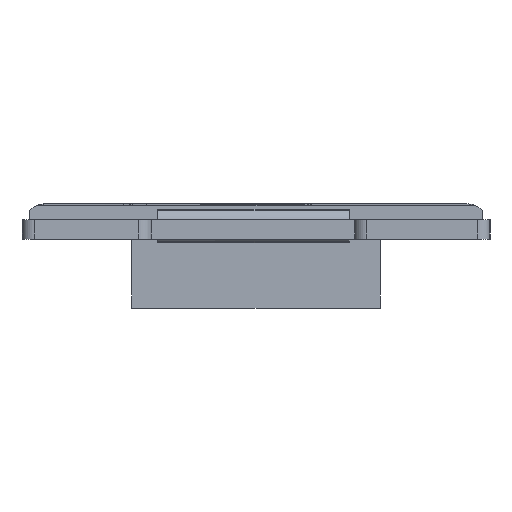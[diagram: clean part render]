
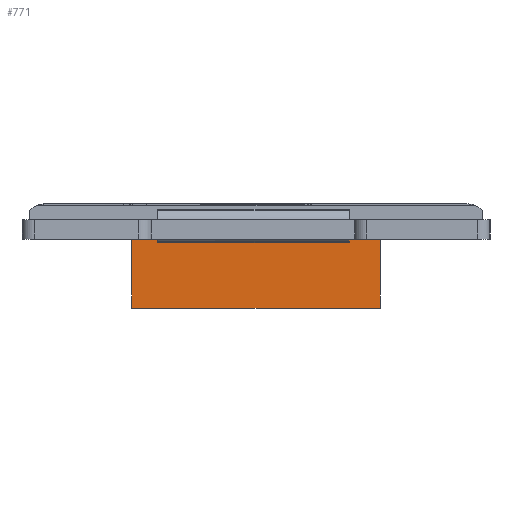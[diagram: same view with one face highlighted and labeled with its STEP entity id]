
A CAD part, left-side view. The second image highlights one B-rep face of the part: STEP entity #771.
In plain terms, the highlighted planar face has unit normal (-1, 0, 0).
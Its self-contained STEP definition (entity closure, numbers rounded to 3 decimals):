
#87=CARTESIAN_POINT('',(37.1,10.1,-5.6));
#88=VERTEX_POINT('',#87);
#103=CARTESIAN_POINT('',(37.1,-10.1,-5.6));
#104=VERTEX_POINT('',#103);
#111=CARTESIAN_POINT('',(37.1,-10.1,-5.6));
#112=DIRECTION('',(-0.0,1.0,0.0));
#113=VECTOR('',#112,20.2);
#114=LINE('',#111,#113);
#115=EDGE_CURVE('',#104,#88,#114,.T.);
#342=CARTESIAN_POINT('',(37.1,10.1,0.0));
#343=VERTEX_POINT('',#342);
#344=CARTESIAN_POINT('',(37.1,10.1,-5.6));
#345=DIRECTION('',(0.0,-0.0,1.0));
#346=VECTOR('',#345,5.6);
#347=LINE('',#344,#346);
#348=EDGE_CURVE('',#88,#343,#347,.T.);
#365=CARTESIAN_POINT('',(37.1,-10.1,0.0));
#366=VERTEX_POINT('',#365);
#484=CARTESIAN_POINT('',(37.1,-10.1,0.0));
#485=DIRECTION('',(-0.0,1.0,0.0));
#486=VECTOR('',#485,20.2);
#487=LINE('',#484,#486);
#488=EDGE_CURVE('',#366,#343,#487,.T.);
#755=CARTESIAN_POINT('',(37.1,-10.1,0.0));
#756=DIRECTION('',(-1.0,0.0,0.0));
#757=DIRECTION('',(0.0,0.0,1.0));
#758=AXIS2_PLACEMENT_3D('',#755,#756,#757);
#759=PLANE('',#758);
#760=ORIENTED_EDGE('',*,*,#115,.F.);
#761=CARTESIAN_POINT('',(37.1,-10.1,0.0));
#762=DIRECTION('',(0.0,0.0,-1.0));
#763=VECTOR('',#762,5.6);
#764=LINE('',#761,#763);
#765=EDGE_CURVE('',#366,#104,#764,.T.);
#766=ORIENTED_EDGE('',*,*,#765,.F.);
#767=ORIENTED_EDGE('',*,*,#488,.T.);
#768=ORIENTED_EDGE('',*,*,#348,.F.);
#769=EDGE_LOOP('',(#760,#766,#767,#768));
#770=FACE_BOUND('',#769,.T.);
#771=ADVANCED_FACE('',(#770),#759,.T.);
